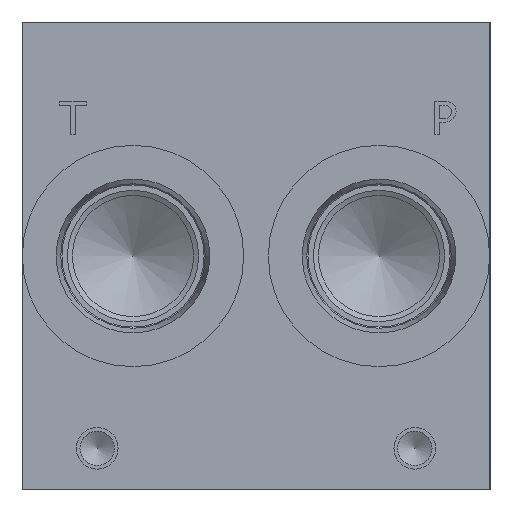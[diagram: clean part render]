
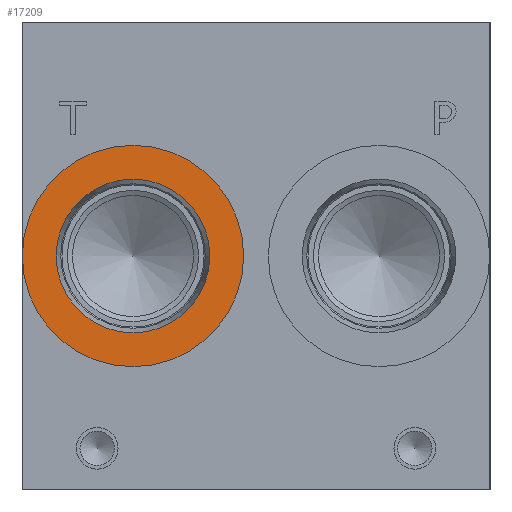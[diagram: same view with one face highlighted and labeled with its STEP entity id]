
A CAD part, left-side view. The second image highlights one B-rep face of the part: STEP entity #17209.
In plain terms, the highlighted planar face has unit normal (-1, 0, 0).
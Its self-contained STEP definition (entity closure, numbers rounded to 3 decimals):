
#583=CIRCLE('',#18063,21.019);
#584=CIRCLE('',#18064,21.019);
#585=CIRCLE('',#18066,14.592);
#586=CIRCLE('',#18067,14.592);
#1424=FACE_BOUND('',#3182,.T.);
#2187=FACE_OUTER_BOUND('',#3181,.T.);
#3181=EDGE_LOOP('',(#14370,#14371));
#3182=EDGE_LOOP('',(#14372,#14373));
#7798=VERTEX_POINT('',#29067);
#7799=VERTEX_POINT('',#29069);
#7800=VERTEX_POINT('',#29073);
#7801=VERTEX_POINT('',#29074);
#10090=EDGE_CURVE('',#7798,#7799,#583,.T.);
#10091=EDGE_CURVE('',#7799,#7798,#584,.T.);
#10092=EDGE_CURVE('',#7800,#7801,#585,.T.);
#10093=EDGE_CURVE('',#7801,#7800,#586,.T.);
#14370=ORIENTED_EDGE('',*,*,#10091,.F.);
#14371=ORIENTED_EDGE('',*,*,#10090,.F.);
#14372=ORIENTED_EDGE('',*,*,#10092,.T.);
#14373=ORIENTED_EDGE('',*,*,#10093,.T.);
#15867=PLANE('',#18065);
#17209=ADVANCED_FACE('',(#2187,#1424),#15867,.F.);
#18063=AXIS2_PLACEMENT_3D('',#29070,#21230,#21231);
#18064=AXIS2_PLACEMENT_3D('',#29071,#21232,#21233);
#18065=AXIS2_PLACEMENT_3D('',#29072,#21234,#21235);
#18066=AXIS2_PLACEMENT_3D('',#29075,#21236,#21237);
#18067=AXIS2_PLACEMENT_3D('',#29076,#21238,#21239);
#21230=DIRECTION('center_axis',(1.,0.,0.));
#21231=DIRECTION('ref_axis',(0.,0.,-1.));
#21232=DIRECTION('center_axis',(1.,0.,0.));
#21233=DIRECTION('ref_axis',(0.,0.,-1.));
#21234=DIRECTION('center_axis',(1.,0.,0.));
#21235=DIRECTION('ref_axis',(0.,0.,-1.));
#21236=DIRECTION('center_axis',(1.,0.,0.));
#21237=DIRECTION('ref_axis',(0.,0.,-1.));
#21238=DIRECTION('center_axis',(1.,0.,0.));
#21239=DIRECTION('ref_axis',(0.,0.,-1.));
#29067=CARTESIAN_POINT('',(0.787,67.818,23.432));
#29069=CARTESIAN_POINT('',(0.787,67.818,65.469));
#29070=CARTESIAN_POINT('Origin',(0.787,67.818,44.45));
#29071=CARTESIAN_POINT('Origin',(0.787,67.818,44.45));
#29072=CARTESIAN_POINT('Origin',(0.787,67.818,59.042));
#29073=CARTESIAN_POINT('',(0.787,67.818,59.042));
#29074=CARTESIAN_POINT('',(0.787,67.818,29.858));
#29075=CARTESIAN_POINT('Origin',(0.787,67.818,44.45));
#29076=CARTESIAN_POINT('Origin',(0.787,67.818,44.45));
